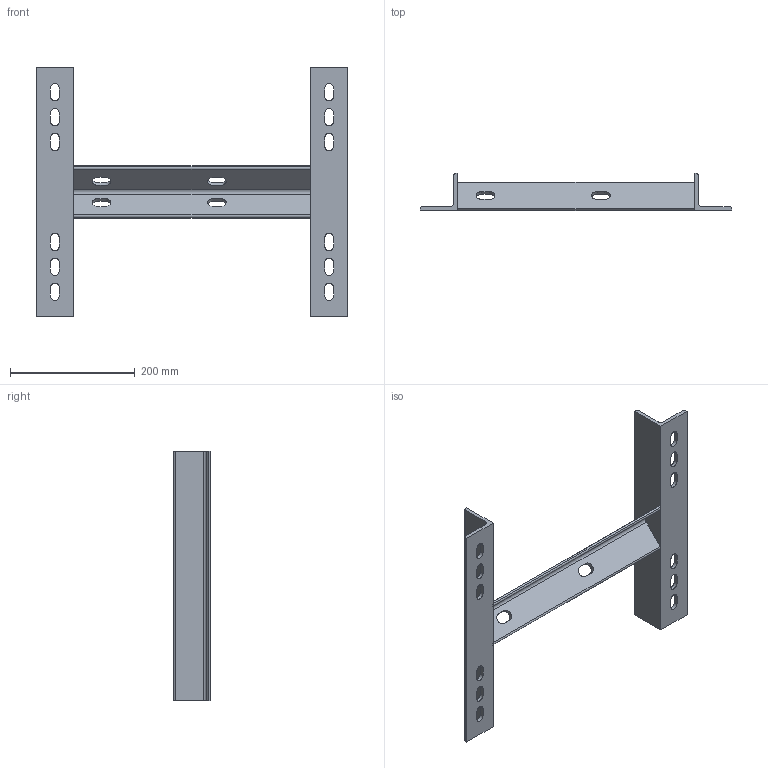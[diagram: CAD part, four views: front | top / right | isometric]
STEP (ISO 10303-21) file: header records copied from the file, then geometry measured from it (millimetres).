
FILE_DESCRIPTION(('CoCreate Modeling STEP Export'),'2;1');
FILE_NAME('6346758_org.stp','2012-06-25T 8:49:18',(''),(''),'CoCreate Modeling STEP processor for AP214 (Solid Model)','CoCreate Modeling 16.00D 29-May-2009 (C) Parametric Technology GmbH','');
FILE_SCHEMA(('AUTOMOTIVE_DESIGN { 1 0 10303 214 1 1 1 1 }'));
Length unit declared in the file: millimetre
Products named in the file (4): Winkelprofil; Befestigungswinkel2; Befestigungswinkel1; Klemmadapter
Assembly tree (3 placements, depth 2):
  Klemmadapter
    Befestigungswinkel1
    Befestigungswinkel2
    Winkelprofil
Bounding box: 500 x 60 x 400 mm (x, y, z)
Volume: 775118.1 mm3; surface area: 276326.8 mm2
Topology: 3 solids, 3 shells, 162 faces, 450 edges, 300 vertices
Faces by surface type: plane 85, cylinder 77
Entity records: 5162 total; most frequent: ORIENTED_EDGE 900, CARTESIAN_POINT 869, DIRECTION 842, EDGE_CURVE 450, VERTEX_POINT 300, VECTOR 296, LINE 296, AXIS2_PLACEMENT_3D 273
